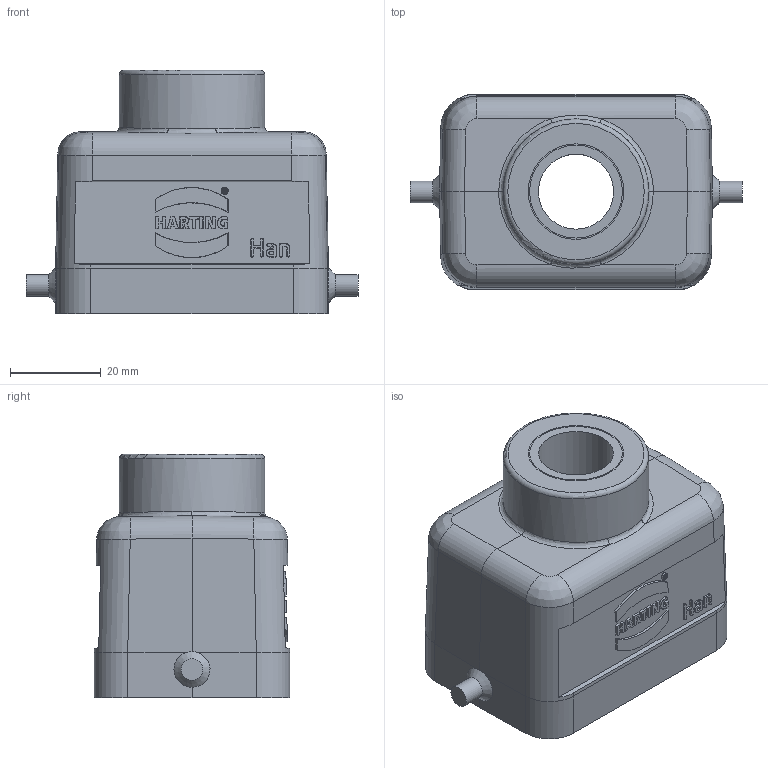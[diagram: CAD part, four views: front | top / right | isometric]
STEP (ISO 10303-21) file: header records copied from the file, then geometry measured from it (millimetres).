
FILE_DESCRIPTION((''),'2;1');
FILE_NAME('05300061461.stp','2020-07-07T13:59:10',('e.eickhoff'),(''),'Autodesk Inventor 2012','Autodesk Inventor 2012','');
FILE_SCHEMA(('AUTOMOTIVE_DESIGN { 1 0 10303 214 1 1 1 1 }'));
Length unit declared in the file: millimetre
Products named in the file (3): 05300061461; M16-PG13,5 Adapter
Assembly tree (2 placements, depth 2):
  05300061461
    05300061461
    M16-PG13,5 Adapter
Bounding box: 73 x 43 x 53.5 mm (x, y, z)
Volume: 38192.7 mm3; surface area: 22713.1 mm2
Topology: 2 solids, 2 shells, 256 faces, 641 edges, 407 vertices
Faces by surface type: plane 149, cylinder 53, bspline 42, torus 10, cone 2
Full cylindrical faces by diameter (mm): 3 x4, 4.8 x2, 16.5 x1, 17 x1, 20.4 x1, 21 x1, 32 x1
Entity records: 10147 total; most frequent: CARTESIAN_POINT 4132, ORIENTED_EDGE 1218, DIRECTION 1142, EDGE_CURVE 609, VERTEX_POINT 398, AXIS2_PLACEMENT_3D 384, VECTOR 374, LINE 374
